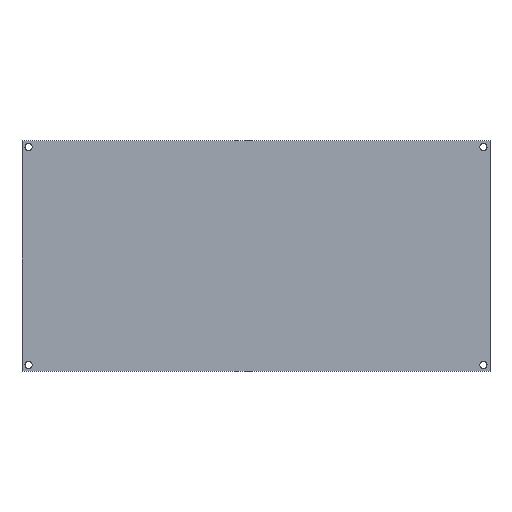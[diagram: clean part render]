
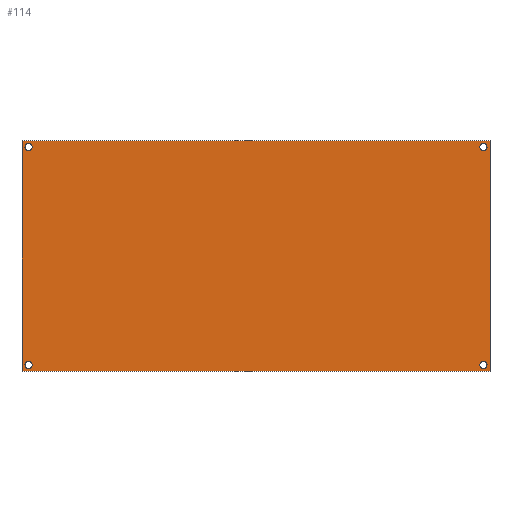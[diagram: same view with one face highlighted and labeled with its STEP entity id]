
A CAD part, top view. The second image highlights one B-rep face of the part: STEP entity #114.
In plain terms, the highlighted planar face has unit normal (0, 0, 1).
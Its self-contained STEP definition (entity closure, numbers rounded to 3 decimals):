
#4 = AXIS2_PLACEMENT_3D ( 'NONE', #74, #132, #508 ) ;
#5 = EDGE_CURVE ( 'NONE', #46, #609, #578, .T. ) ;
#7 = LINE ( 'NONE', #277, #313 ) ;
#9 = DIRECTION ( 'NONE',  ( 1., 0., 0. ) ) ;
#25 = VECTOR ( 'NONE', #416, 1000. ) ;
#35 = CIRCLE ( 'NONE', #476, 1.45 ) ;
#46 = VERTEX_POINT ( 'NONE', #534 ) ;
#62 = VERTEX_POINT ( 'NONE', #272 ) ;
#66 = VERTEX_POINT ( 'NONE', #254 ) ;
#74 = CARTESIAN_POINT ( 'NONE',  ( -91.75, 43.943, 3.175 ) ) ;
#85 = CARTESIAN_POINT ( 'NONE',  ( -90.3, -43.943, 3.175 ) ) ;
#86 = EDGE_CURVE ( 'NONE', #314, #253, #489, .T. ) ;
#92 = ORIENTED_EDGE ( 'NONE', *, *, #445, .F. ) ;
#98 = CARTESIAN_POINT ( 'NONE',  ( 94.4, -46.55, 3.175 ) ) ;
#114 = ADVANCED_FACE ( 'NONE', ( #633, #374, #646, #334, #196 ), #265, .F. ) ;
#118 = CARTESIAN_POINT ( 'NONE',  ( -94.4, -46.55, 3.175 ) ) ;
#123 = ORIENTED_EDGE ( 'NONE', *, *, #356, .T. ) ;
#132 = DIRECTION ( 'NONE',  ( 0., 0., 1. ) ) ;
#151 = ORIENTED_EDGE ( 'NONE', *, *, #401, .T. ) ;
#163 = DIRECTION ( 'NONE',  ( 0., 0., -1. ) ) ;
#166 = CARTESIAN_POINT ( 'NONE',  ( 93.2, 43.942, 3.175 ) ) ;
#173 = AXIS2_PLACEMENT_3D ( 'NONE', #504, #400, #241 ) ;
#175 = CIRCLE ( 'NONE', #545, 1.45 ) ;
#176 = VECTOR ( 'NONE', #548, 1000. ) ;
#180 = VERTEX_POINT ( 'NONE', #166 ) ;
#187 = CIRCLE ( 'NONE', #4, 1.45 ) ;
#191 = ORIENTED_EDGE ( 'NONE', *, *, #681, .T. ) ;
#194 = DIRECTION ( 'NONE',  ( 0., 0., 1. ) ) ;
#196 = FACE_BOUND ( 'NONE', #411, .T. ) ;
#203 = ORIENTED_EDGE ( 'NONE', *, *, #86, .T. ) ;
#205 = EDGE_LOOP ( 'NONE', ( #666, #330 ) ) ;
#206 = EDGE_CURVE ( 'NONE', #467, #180, #466, .T. ) ;
#209 = DIRECTION ( 'NONE',  ( 0., 0., 1. ) ) ;
#229 = DIRECTION ( 'NONE',  ( 0., 0., 1. ) ) ;
#230 = EDGE_CURVE ( 'NONE', #599, #234, #579, .T. ) ;
#234 = VERTEX_POINT ( 'NONE', #290 ) ;
#235 = CARTESIAN_POINT ( 'NONE',  ( 94.4, -46.55, 3.175 ) ) ;
#238 = CARTESIAN_POINT ( 'NONE',  ( -91.75, -43.943, 3.175 ) ) ;
#241 = DIRECTION ( 'NONE',  ( -1., 0., 0. ) ) ;
#253 = VERTEX_POINT ( 'NONE', #235 ) ;
#254 = CARTESIAN_POINT ( 'NONE',  ( 94.4, 46.55, 3.175 ) ) ;
#262 = CIRCLE ( 'NONE', #443, 1.45 ) ;
#265 = PLANE ( 'NONE',  #323 ) ;
#270 = DIRECTION ( 'NONE',  ( 0., 1., 0. ) ) ;
#272 = CARTESIAN_POINT ( 'NONE',  ( -94.4, 46.55, 3.175 ) ) ;
#277 = CARTESIAN_POINT ( 'NONE',  ( -94.4, 46.55, 3.175 ) ) ;
#279 = VECTOR ( 'NONE', #270, 1000. ) ;
#290 = CARTESIAN_POINT ( 'NONE',  ( 93.2, -43.942, 3.175 ) ) ;
#298 = AXIS2_PLACEMENT_3D ( 'NONE', #390, #547, #671 ) ;
#300 = ORIENTED_EDGE ( 'NONE', *, *, #206, .F. ) ;
#306 = CIRCLE ( 'NONE', #298, 1.45 ) ;
#308 = CARTESIAN_POINT ( 'NONE',  ( -94.4, -46.55, 3.175 ) ) ;
#313 = VECTOR ( 'NONE', #327, 1000. ) ;
#314 = VERTEX_POINT ( 'NONE', #447 ) ;
#316 = LINE ( 'NONE', #118, #176 ) ;
#323 = AXIS2_PLACEMENT_3D ( 'NONE', #592, #163, #546 ) ;
#327 = DIRECTION ( 'NONE',  ( -1., 0., 0. ) ) ;
#330 = ORIENTED_EDGE ( 'NONE', *, *, #567, .F. ) ;
#331 = CARTESIAN_POINT ( 'NONE',  ( 91.75, -43.942, 3.175 ) ) ;
#334 = FACE_BOUND ( 'NONE', #382, .T. ) ;
#346 = EDGE_CURVE ( 'NONE', #180, #467, #306, .T. ) ;
#356 = EDGE_CURVE ( 'NONE', #62, #314, #316, .T. ) ;
#374 = FACE_BOUND ( 'NONE', #205, .T. ) ;
#382 = EDGE_LOOP ( 'NONE', ( #440, #431 ) ) ;
#385 = EDGE_CURVE ( 'NONE', #234, #599, #35, .T. ) ;
#390 = CARTESIAN_POINT ( 'NONE',  ( 91.75, 43.942, 3.175 ) ) ;
#395 = DIRECTION ( 'NONE',  ( 0., 0., 1. ) ) ;
#400 = DIRECTION ( 'NONE',  ( 0., 0., 1. ) ) ;
#401 = EDGE_CURVE ( 'NONE', #66, #62, #7, .T. ) ;
#411 = EDGE_LOOP ( 'NONE', ( #638, #92 ) ) ;
#416 = DIRECTION ( 'NONE',  ( 1., 0., 0. ) ) ;
#425 = LINE ( 'NONE', #98, #279 ) ;
#431 = ORIENTED_EDGE ( 'NONE', *, *, #385, .F. ) ;
#440 = ORIENTED_EDGE ( 'NONE', *, *, #230, .F. ) ;
#441 = AXIS2_PLACEMENT_3D ( 'NONE', #509, #395, #674 ) ;
#443 = AXIS2_PLACEMENT_3D ( 'NONE', #517, #194, #576 ) ;
#445 = EDGE_CURVE ( 'NONE', #609, #46, #175, .T. ) ;
#447 = CARTESIAN_POINT ( 'NONE',  ( -94.4, -46.55, 3.175 ) ) ;
#456 = CARTESIAN_POINT ( 'NONE',  ( -90.3, 43.943, 3.175 ) ) ;
#466 = CIRCLE ( 'NONE', #173, 1.45 ) ;
#467 = VERTEX_POINT ( 'NONE', #611 ) ;
#476 = AXIS2_PLACEMENT_3D ( 'NONE', #331, #229, #9 ) ;
#489 = LINE ( 'NONE', #308, #25 ) ;
#504 = CARTESIAN_POINT ( 'NONE',  ( 91.75, 43.942, 3.175 ) ) ;
#507 = VERTEX_POINT ( 'NONE', #562 ) ;
#508 = DIRECTION ( 'NONE',  ( 1., 0., 0. ) ) ;
#509 = CARTESIAN_POINT ( 'NONE',  ( 91.75, -43.942, 3.175 ) ) ;
#512 = EDGE_LOOP ( 'NONE', ( #191, #151, #123, #203 ) ) ;
#513 = DIRECTION ( 'NONE',  ( 0., 0., 1. ) ) ;
#517 = CARTESIAN_POINT ( 'NONE',  ( -91.75, 43.943, 3.175 ) ) ;
#534 = CARTESIAN_POINT ( 'NONE',  ( -93.2, -43.943, 3.175 ) ) ;
#539 = AXIS2_PLACEMENT_3D ( 'NONE', #704, #209, #543 ) ;
#543 = DIRECTION ( 'NONE',  ( -1., 0., 0. ) ) ;
#545 = AXIS2_PLACEMENT_3D ( 'NONE', #238, #513, #686 ) ;
#546 = DIRECTION ( 'NONE',  ( -1., 0., 0. ) ) ;
#547 = DIRECTION ( 'NONE',  ( 0., 0., 1. ) ) ;
#548 = DIRECTION ( 'NONE',  ( 0., -1., 0. ) ) ;
#561 = EDGE_LOOP ( 'NONE', ( #300, #672 ) ) ;
#562 = CARTESIAN_POINT ( 'NONE',  ( -93.2, 43.943, 3.175 ) ) ;
#567 = EDGE_CURVE ( 'NONE', #642, #507, #187, .T. ) ;
#571 = CARTESIAN_POINT ( 'NONE',  ( 90.3, -43.942, 3.175 ) ) ;
#576 = DIRECTION ( 'NONE',  ( 1., 0., 0. ) ) ;
#578 = CIRCLE ( 'NONE', #539, 1.45 ) ;
#579 = CIRCLE ( 'NONE', #441, 1.45 ) ;
#592 = CARTESIAN_POINT ( 'NONE',  ( 0., 0., 3.175 ) ) ;
#599 = VERTEX_POINT ( 'NONE', #571 ) ;
#609 = VERTEX_POINT ( 'NONE', #85 ) ;
#611 = CARTESIAN_POINT ( 'NONE',  ( 90.3, 43.942, 3.175 ) ) ;
#633 = FACE_OUTER_BOUND ( 'NONE', #512, .T. ) ;
#638 = ORIENTED_EDGE ( 'NONE', *, *, #5, .F. ) ;
#642 = VERTEX_POINT ( 'NONE', #456 ) ;
#643 = EDGE_CURVE ( 'NONE', #507, #642, #262, .T. ) ;
#646 = FACE_BOUND ( 'NONE', #561, .T. ) ;
#666 = ORIENTED_EDGE ( 'NONE', *, *, #643, .F. ) ;
#671 = DIRECTION ( 'NONE',  ( -1., 0., 0. ) ) ;
#672 = ORIENTED_EDGE ( 'NONE', *, *, #346, .F. ) ;
#674 = DIRECTION ( 'NONE',  ( 1., 0., 0. ) ) ;
#681 = EDGE_CURVE ( 'NONE', #253, #66, #425, .T. ) ;
#686 = DIRECTION ( 'NONE',  ( -1., 0., 0. ) ) ;
#704 = CARTESIAN_POINT ( 'NONE',  ( -91.75, -43.943, 3.175 ) ) ;
